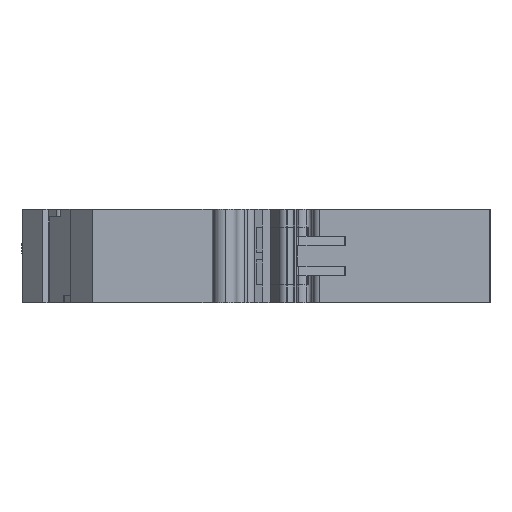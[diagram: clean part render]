
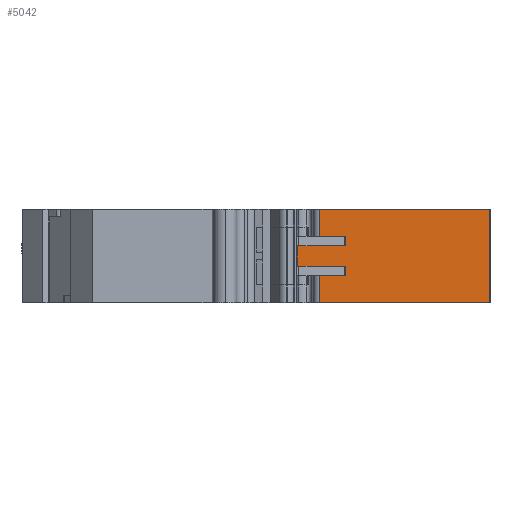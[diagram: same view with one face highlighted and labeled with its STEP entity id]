
A CAD part, left-side view. The second image highlights one B-rep face of the part: STEP entity #5042.
In plain terms, the highlighted planar face has unit normal (-1, 0, 0).
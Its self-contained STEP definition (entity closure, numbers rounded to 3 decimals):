
#173 = DIRECTION ( 'NONE',  ( 0., 0., -1. ) ) ;
#217 = CARTESIAN_POINT ( 'NONE',  ( -26., 10.706, 7.3 ) ) ;
#304 = VERTEX_POINT ( 'NONE', #1599 ) ;
#319 = LINE ( 'NONE', #11117, #11865 ) ;
#577 = DIRECTION ( 'NONE',  ( 0., 0., -1. ) ) ;
#878 = VECTOR ( 'NONE', #7044, 1000. ) ;
#936 = CARTESIAN_POINT ( 'NONE',  ( -26., 13.785, 8.5 ) ) ;
#1020 = LINE ( 'NONE', #4033, #1042 ) ;
#1042 = VECTOR ( 'NONE', #11175, 1000. ) ;
#1248 = CARTESIAN_POINT ( 'NONE',  ( -26., 10.48, 3.5 ) ) ;
#1297 = VERTEX_POINT ( 'NONE', #5639 ) ;
#1336 = CARTESIAN_POINT ( 'NONE',  ( -26., 10.48, 7.3 ) ) ;
#1338 = DIRECTION ( 'NONE',  ( 0., 0., 1. ) ) ;
#1599 = CARTESIAN_POINT ( 'NONE',  ( -26., -8.009, 0. ) ) ;
#1719 = DIRECTION ( 'NONE',  ( 0., -1., 0. ) ) ;
#1735 = LINE ( 'NONE', #2739, #1770 ) ;
#1770 = VECTOR ( 'NONE', #9900, 1000. ) ;
#1845 = CARTESIAN_POINT ( 'NONE',  ( -26., 10.48, 4.7 ) ) ;
#2079 = ORIENTED_EDGE ( 'NONE', *, *, #3159, .F. ) ;
#2270 = ORIENTED_EDGE ( 'NONE', *, *, #5899, .F. ) ;
#2288 = CARTESIAN_POINT ( 'NONE',  ( -26., 10.706, 8.5 ) ) ;
#2334 = VERTEX_POINT ( 'NONE', #9822 ) ;
#2363 = CARTESIAN_POINT ( 'NONE',  ( -26., 10.48, 7.3 ) ) ;
#2424 = VECTOR ( 'NONE', #7315, 1000. ) ;
#2442 = EDGE_CURVE ( 'NONE', #11601, #4092, #319, .T. ) ;
#2640 = EDGE_CURVE ( 'NONE', #9493, #304, #13004, .T. ) ;
#2663 = VERTEX_POINT ( 'NONE', #217 ) ;
#2739 = CARTESIAN_POINT ( 'NONE',  ( -26., 10.48, 8.5 ) ) ;
#2749 = CARTESIAN_POINT ( 'NONE',  ( -26., 10.48, 3.5 ) ) ;
#2842 = VERTEX_POINT ( 'NONE', #2288 ) ;
#2889 = CARTESIAN_POINT ( 'NONE',  ( -26., 13.785, 12. ) ) ;
#3070 = CARTESIAN_POINT ( 'NONE',  ( -26., 10.48, 3.5 ) ) ;
#3159 = EDGE_CURVE ( 'NONE', #8589, #2663, #3452, .T. ) ;
#3296 = VECTOR ( 'NONE', #6663, 1000. ) ;
#3452 = LINE ( 'NONE', #11744, #3296 ) ;
#3722 = VERTEX_POINT ( 'NONE', #1336 ) ;
#3939 = DIRECTION ( 'NONE',  ( 0., 1., 0. ) ) ;
#3975 = EDGE_CURVE ( 'NONE', #6122, #7417, #13017, .T. ) ;
#4033 = CARTESIAN_POINT ( 'NONE',  ( -26., 10.48, 0. ) ) ;
#4092 = VERTEX_POINT ( 'NONE', #5059 ) ;
#4111 = VECTOR ( 'NONE', #11891, 1000. ) ;
#4127 = LINE ( 'NONE', #10867, #4111 ) ;
#4146 = VERTEX_POINT ( 'NONE', #3070 ) ;
#4179 = ORIENTED_EDGE ( 'NONE', *, *, #10971, .F. ) ;
#4679 = EDGE_CURVE ( 'NONE', #2334, #304, #1020, .T. ) ;
#4861 = EDGE_CURVE ( 'NONE', #6843, #11559, #12040, .T. ) ;
#4898 = VECTOR ( 'NONE', #6500, 1000. ) ;
#4929 = CARTESIAN_POINT ( 'NONE',  ( -26., 10.706, 4.7 ) ) ;
#4990 = CARTESIAN_POINT ( 'NONE',  ( -26., 10.48, 8.5 ) ) ;
#5042 = ADVANCED_FACE ( 'NONE', ( #10974 ), #12760, .F. ) ;
#5059 = CARTESIAN_POINT ( 'NONE',  ( -26., 16.676, 4.7 ) ) ;
#5114 = EDGE_CURVE ( 'NONE', #2842, #6843, #12341, .T. ) ;
#5300 = CARTESIAN_POINT ( 'NONE',  ( -26., 13.785, 3.5 ) ) ;
#5447 = EDGE_CURVE ( 'NONE', #4092, #8589, #10475, .T. ) ;
#5462 = ORIENTED_EDGE ( 'NONE', *, *, #3975, .F. ) ;
#5538 = LINE ( 'NONE', #6035, #878 ) ;
#5639 = CARTESIAN_POINT ( 'NONE',  ( -26., 10.48, 8.5 ) ) ;
#5704 = VERTEX_POINT ( 'NONE', #1845 ) ;
#5899 = EDGE_CURVE ( 'NONE', #5704, #11601, #4127, .T. ) ;
#6035 = CARTESIAN_POINT ( 'NONE',  ( -26., 45.244, 12. ) ) ;
#6106 = VECTOR ( 'NONE', #10574, 1000. ) ;
#6122 = VERTEX_POINT ( 'NONE', #9274 ) ;
#6125 = LINE ( 'NONE', #2363, #6106 ) ;
#6137 = VECTOR ( 'NONE', #1338, 1000. ) ;
#6230 = LINE ( 'NONE', #6452, #6137 ) ;
#6452 = CARTESIAN_POINT ( 'NONE',  ( -26., 10.48, 3.5 ) ) ;
#6480 = ORIENTED_EDGE ( 'NONE', *, *, #11818, .F. ) ;
#6500 = DIRECTION ( 'NONE',  ( 0., 0., 1. ) ) ;
#6566 = DIRECTION ( 'NONE',  ( 0., 0., 1. ) ) ;
#6663 = DIRECTION ( 'NONE',  ( 0., -1., 0. ) ) ;
#6722 = DIRECTION ( 'NONE',  ( 1., 0., 0. ) ) ;
#6843 = VERTEX_POINT ( 'NONE', #936 ) ;
#7012 = CARTESIAN_POINT ( 'NONE',  ( -26., 10.706, 3.5 ) ) ;
#7044 = DIRECTION ( 'NONE',  ( 0., -1., 0. ) ) ;
#7115 = DIRECTION ( 'NONE',  ( 0., 0., 1. ) ) ;
#7240 = EDGE_CURVE ( 'NONE', #1297, #2842, #1735, .T. ) ;
#7315 = DIRECTION ( 'NONE',  ( 0., 0., 1. ) ) ;
#7417 = VERTEX_POINT ( 'NONE', #7012 ) ;
#7587 = CARTESIAN_POINT ( 'NONE',  ( -26., 16.676, 3.5 ) ) ;
#7764 = VECTOR ( 'NONE', #7115, 1000. ) ;
#7783 = ORIENTED_EDGE ( 'NONE', *, *, #5447, .F. ) ;
#8036 = ORIENTED_EDGE ( 'NONE', *, *, #10698, .F. ) ;
#8119 = LINE ( 'NONE', #12212, #7764 ) ;
#8156 = ORIENTED_EDGE ( 'NONE', *, *, #10989, .F. ) ;
#8332 = ORIENTED_EDGE ( 'NONE', *, *, #2640, .F. ) ;
#8359 = VECTOR ( 'NONE', #10094, 1000. ) ;
#8589 = VERTEX_POINT ( 'NONE', #10455 ) ;
#8843 = ORIENTED_EDGE ( 'NONE', *, *, #7240, .F. ) ;
#9230 = EDGE_CURVE ( 'NONE', #2334, #6122, #12100, .T. ) ;
#9273 = ORIENTED_EDGE ( 'NONE', *, *, #2442, .F. ) ;
#9274 = CARTESIAN_POINT ( 'NONE',  ( -26., 13.785, 3.5 ) ) ;
#9392 = DIRECTION ( 'NONE',  ( 0., -1., 0. ) ) ;
#9493 = VERTEX_POINT ( 'NONE', #11184 ) ;
#9822 = CARTESIAN_POINT ( 'NONE',  ( -26., 13.785, 0. ) ) ;
#9900 = DIRECTION ( 'NONE',  ( 0., 1., 0. ) ) ;
#10094 = DIRECTION ( 'NONE',  ( 0., 1., 0. ) ) ;
#10101 = EDGE_CURVE ( 'NONE', #11559, #9493, #5538, .T. ) ;
#10371 = VECTOR ( 'NONE', #6566, 1000. ) ;
#10455 = CARTESIAN_POINT ( 'NONE',  ( -26., 16.676, 7.3 ) ) ;
#10475 = LINE ( 'NONE', #7587, #10371 ) ;
#10477 = ORIENTED_EDGE ( 'NONE', *, *, #4679, .T. ) ;
#10574 = DIRECTION ( 'NONE',  ( 0., -1., 0. ) ) ;
#10575 = CARTESIAN_POINT ( 'NONE',  ( -26., 13.785, 3.5 ) ) ;
#10698 = EDGE_CURVE ( 'NONE', #4146, #5704, #8119, .T. ) ;
#10844 = EDGE_LOOP ( 'NONE', ( #9273, #2270, #8036, #6480, #5462, #11213, #10477, #8332, #11812, #11337, #11563, #8843, #4179, #8156, #2079, #7783 ) ) ;
#10867 = CARTESIAN_POINT ( 'NONE',  ( -26., 10.48, 4.7 ) ) ;
#10971 = EDGE_CURVE ( 'NONE', #3722, #1297, #6230, .T. ) ;
#10974 = FACE_OUTER_BOUND ( 'NONE', #10844, .T. ) ;
#10989 = EDGE_CURVE ( 'NONE', #2663, #3722, #6125, .T. ) ;
#11117 = CARTESIAN_POINT ( 'NONE',  ( -26., 10.48, 4.7 ) ) ;
#11175 = DIRECTION ( 'NONE',  ( 0., -1., 0. ) ) ;
#11184 = CARTESIAN_POINT ( 'NONE',  ( -26., -8.009, 12. ) ) ;
#11213 = ORIENTED_EDGE ( 'NONE', *, *, #9230, .F. ) ;
#11337 = ORIENTED_EDGE ( 'NONE', *, *, #4861, .F. ) ;
#11559 = VERTEX_POINT ( 'NONE', #2889 ) ;
#11563 = ORIENTED_EDGE ( 'NONE', *, *, #5114, .F. ) ;
#11601 = VERTEX_POINT ( 'NONE', #4929 ) ;
#11744 = CARTESIAN_POINT ( 'NONE',  ( -26., 10.48, 7.3 ) ) ;
#11812 = ORIENTED_EDGE ( 'NONE', *, *, #10101, .F. ) ;
#11818 = EDGE_CURVE ( 'NONE', #7417, #4146, #12477, .T. ) ;
#11865 = VECTOR ( 'NONE', #3939, 1000. ) ;
#11891 = DIRECTION ( 'NONE',  ( 0., 1., 0. ) ) ;
#12020 = VECTOR ( 'NONE', #9392, 1000. ) ;
#12040 = LINE ( 'NONE', #5300, #2424 ) ;
#12100 = LINE ( 'NONE', #10575, #4898 ) ;
#12212 = CARTESIAN_POINT ( 'NONE',  ( -26., 10.48, 3.5 ) ) ;
#12324 = AXIS2_PLACEMENT_3D ( 'NONE', #12796, #6722, #577 ) ;
#12341 = LINE ( 'NONE', #4990, #8359 ) ;
#12430 = CARTESIAN_POINT ( 'NONE',  ( -26., -8.009, 3.785 ) ) ;
#12477 = LINE ( 'NONE', #1248, #12020 ) ;
#12760 = PLANE ( 'NONE',  #12324 ) ;
#12796 = CARTESIAN_POINT ( 'NONE',  ( -26., 10.48, 3.5 ) ) ;
#12859 = VECTOR ( 'NONE', #173, 1000. ) ;
#13002 = VECTOR ( 'NONE', #1719, 1000. ) ;
#13004 = LINE ( 'NONE', #12430, #12859 ) ;
#13017 = LINE ( 'NONE', #2749, #13002 ) ;
